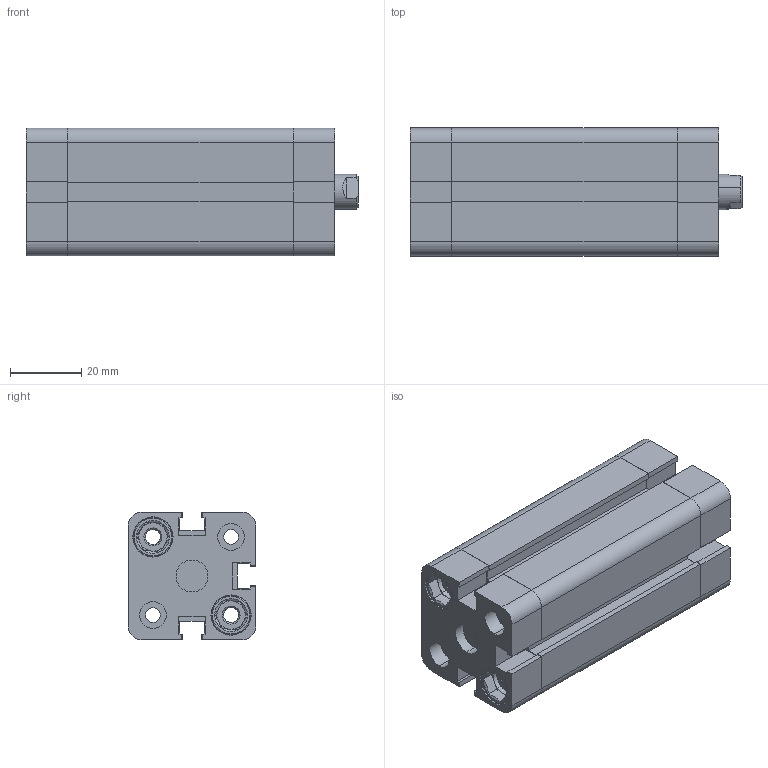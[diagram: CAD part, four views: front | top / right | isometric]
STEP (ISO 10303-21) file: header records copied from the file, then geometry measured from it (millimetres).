
FILE_DESCRIPTION (( 'STEP AP214' ), '1' );
FILE_NAME ('SM_003_020_0050_NP.STEP', '2019-11-06T12:09:03', ( '' ), ( '' ), 'SwSTEP 2.0', 'SolidWorks 2019', '' );
FILE_SCHEMA (( 'AUTOMOTIVE_DESIGN' ));
Length unit declared in the file: millimetre
Products named in the file (20): T硂k kpl^SM_T坥k kpl - D020; Pokrywa przód kpl^SM_Pokrywa prz¢d kpl - D020; SM_003_020_0050_NP; Pokrywa ty³ kpl^SM_Pok tyˆ - D020; Kopia SMART - U. t硂ka wklejana^T硂k kpl_SM_U. t坥ka wklejana - D020; Œruba specjalna M8_M5^SM; Tuleja^SM_Tuleja - D020; socket head thin cap screw_din_DIN 7984 - M5 x 18 --- 15.6N; Kopia Magnes^T³ok kpl_SM_Magnes D020; Kopia SMART - U. typ Oring - pokrywa^Pokrywa przód kpl_SM_U. typ Oring - D020; Kopia Pokrywa przód^Pokrywa przód kpl_SM_Smart - Pok prz¢d - D020; Kopia SMART - U. t硂ka lu焠a^T硂k kpl_SM_U. t坥ka lu玭a - D020; Kopia Tuleja prowadz¹ca^Pokrywa przód kpl_SM_Tuleja prowadz¥ca - D020; Kopia SMART - U. t³oka S^T³ok kpl_SM_U. tˆoka S - D020; T³oczysko^SM_Tˆoczysko - D020; Kopia Pokrywa ty³^Pokrywa ty³ kpl_SM_Smart - Pok tyˆ - D020; Kopia SMART - U. typ Oring - pokrywa^Pokrywa tyｳ kpl_SM_U. typ Oring - D020; Kopia Pierœcieñ prowadz¹cy^T³ok kpl_SM_Pier˜cieä prowadz¥cy D020; Kopia SMART - U. t³oczyska^Pokrywa przód kpl_SM_U. tˆoczyska - D020; Kopia T硂k^T硂k kpl_SM_T坥k - D020
Assembly tree (22 placements, depth 3):
  SM_003_020_0050_NP
    Pokrywa przód kpl^SM_Pokrywa prz¢d kpl - D020
      Kopia Pokrywa przód^Pokrywa przód kpl_SM_Smart - Pok prz¢d - D020
      Kopia SMART - U. typ Oring - pokrywa^Pokrywa przód kpl_SM_U. typ Oring - D020
      Kopia Tuleja prowadz¹ca^Pokrywa przód kpl_SM_Tuleja prowadz¥ca - D020
      Kopia SMART - U. t³oczyska^Pokrywa przód kpl_SM_U. tˆoczyska - D020
    Tuleja^SM_Tuleja - D020
    Pokrywa ty³ kpl^SM_Pok tyˆ - D020
      Kopia Pokrywa ty³^Pokrywa ty³ kpl_SM_Smart - Pok tyˆ - D020
      Kopia SMART - U. typ Oring - pokrywa^Pokrywa tyｳ kpl_SM_U. typ Oring - D020
    T硂k kpl^SM_T坥k kpl - D020
      Kopia T硂k^T硂k kpl_SM_T坥k - D020
      Kopia Magnes^T³ok kpl_SM_Magnes D020
      Kopia Pierœcieñ prowadz¹cy^T³ok kpl_SM_Pier˜cieä prowadz¥cy D020
      Kopia SMART - U. t硂ka lu焠a^T硂k kpl_SM_U. t坥ka lu玭a - D020
      Kopia SMART - U. t硂ka wklejana^T硂k kpl_SM_U. t坥ka wklejana - D020
      Kopia SMART - U. t³oka S^T³ok kpl_SM_U. tˆoka S - D020
    T³oczysko^SM_Tˆoczysko - D020
    Œruba specjalna M8_M5^SM  x4
    socket head thin cap screw_din_DIN 7984 - M5 x 18 --- 15.6N
Bounding box: 93.5 x 36 x 36 mm (x, y, z)
Volume: 79348.2 mm3; surface area: 48359.7 mm2
Topology: 20 solids, 20 shells, 767 faces, 1824 edges, 1156 vertices
Faces by surface type: plane 362, cylinder 198, cone 111, bspline 84, torus 12
Entity records: 24374 total; most frequent: CARTESIAN_POINT 8271, ORIENTED_EDGE 3162, DIRECTION 3024, EDGE_CURVE 1581, AXIS2_PLACEMENT_3D 1050, VERTEX_POINT 1024, VECTOR 924, LINE 924
